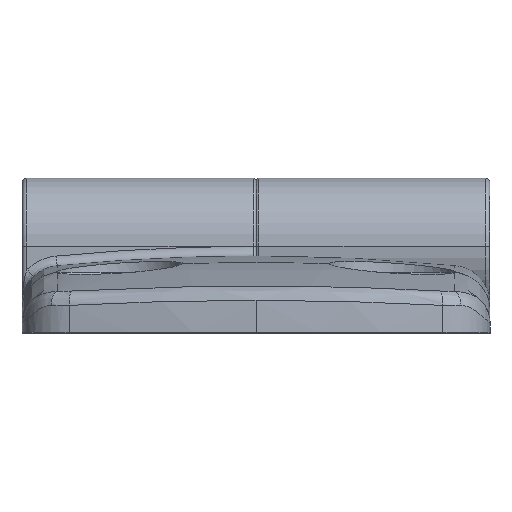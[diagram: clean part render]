
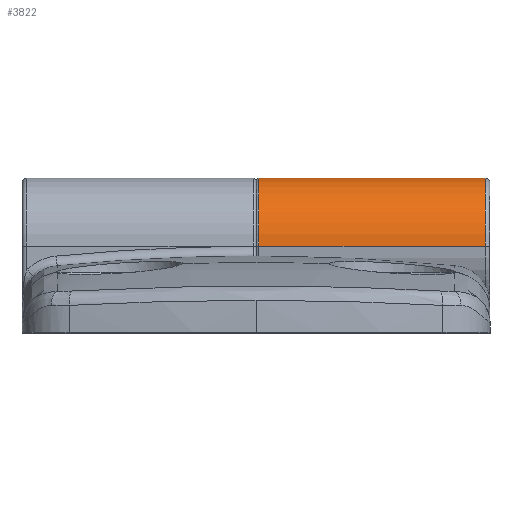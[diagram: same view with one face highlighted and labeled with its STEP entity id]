
A CAD part, top view. The second image highlights one B-rep face of the part: STEP entity #3822.
In plain terms, the highlighted cylindrical face has radius 7 mm (diameter 14 mm), a partial arc.
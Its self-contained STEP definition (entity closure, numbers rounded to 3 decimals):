
#125 = VERTEX_POINT ( 'NONE', #2627 ) ;
#158 = CARTESIAN_POINT ( 'NONE',  ( 23.5, 8.9, 0. ) ) ;
#233 = VECTOR ( 'NONE', #2059, 1000. ) ;
#251 = EDGE_LOOP ( 'NONE', ( #2135, #4247, #3295, #4052 ) ) ;
#287 = DIRECTION ( 'NONE',  ( 0., 0., 1. ) ) ;
#291 = CARTESIAN_POINT ( 'NONE',  ( 24., 8.9, 7. ) ) ;
#493 = DIRECTION ( 'NONE',  ( 0., 0., 1. ) ) ;
#648 = CIRCLE ( 'NONE', #3834, 7. ) ;
#697 = DIRECTION ( 'NONE',  ( -1., 0., 0. ) ) ;
#757 = VERTEX_POINT ( 'NONE', #1990 ) ;
#796 = EDGE_CURVE ( 'NONE', #2576, #757, #1952, .T. ) ;
#981 = DIRECTION ( 'NONE',  ( -1., 0., 0. ) ) ;
#1082 = VECTOR ( 'NONE', #697, 1000. ) ;
#1138 = LINE ( 'NONE', #291, #233 ) ;
#1537 = EDGE_CURVE ( 'NONE', #125, #3731, #1138, .T. ) ;
#1592 = CARTESIAN_POINT ( 'NONE',  ( 0.3, 8.9, 7. ) ) ;
#1694 = CARTESIAN_POINT ( 'NONE',  ( 24., 8.9, -7. ) ) ;
#1777 = EDGE_CURVE ( 'NONE', #125, #2576, #2486, .T. ) ;
#1952 = LINE ( 'NONE', #1694, #1082 ) ;
#1980 = CARTESIAN_POINT ( 'NONE',  ( 24., 8.9, 0. ) ) ;
#1990 = CARTESIAN_POINT ( 'NONE',  ( 0.3, 8.9, -7. ) ) ;
#2001 = FACE_OUTER_BOUND ( 'NONE', #251, .T. ) ;
#2059 = DIRECTION ( 'NONE',  ( -1., 0., 0. ) ) ;
#2135 = ORIENTED_EDGE ( 'NONE', *, *, #1537, .F. ) ;
#2292 = DIRECTION ( 'NONE',  ( 1., 0., 0. ) ) ;
#2486 = CIRCLE ( 'NONE', #2557, 7. ) ;
#2492 = DIRECTION ( 'NONE',  ( -1., 0., 0. ) ) ;
#2557 = AXIS2_PLACEMENT_3D ( 'NONE', #158, #2492, #493 ) ;
#2569 = EDGE_CURVE ( 'NONE', #757, #3731, #648, .T. ) ;
#2576 = VERTEX_POINT ( 'NONE', #3252 ) ;
#2627 = CARTESIAN_POINT ( 'NONE',  ( 23.5, 8.9, 7. ) ) ;
#3221 = CYLINDRICAL_SURFACE ( 'NONE', #3880, 7. ) ;
#3252 = CARTESIAN_POINT ( 'NONE',  ( 23.5, 8.9, -7. ) ) ;
#3295 = ORIENTED_EDGE ( 'NONE', *, *, #796, .T. ) ;
#3731 = VERTEX_POINT ( 'NONE', #1592 ) ;
#3822 = ADVANCED_FACE ( 'NONE', ( #2001 ), #3221, .T. ) ;
#3834 = AXIS2_PLACEMENT_3D ( 'NONE', #4227, #2292, #287 ) ;
#3880 = AXIS2_PLACEMENT_3D ( 'NONE', #1980, #981, #4257 ) ;
#4052 = ORIENTED_EDGE ( 'NONE', *, *, #2569, .T. ) ;
#4227 = CARTESIAN_POINT ( 'NONE',  ( 0.3, 8.9, 0. ) ) ;
#4247 = ORIENTED_EDGE ( 'NONE', *, *, #1777, .T. ) ;
#4257 = DIRECTION ( 'NONE',  ( 0., 0., 1. ) ) ;
